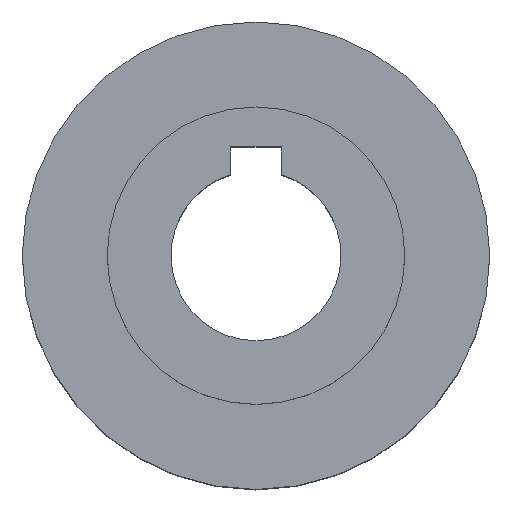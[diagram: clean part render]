
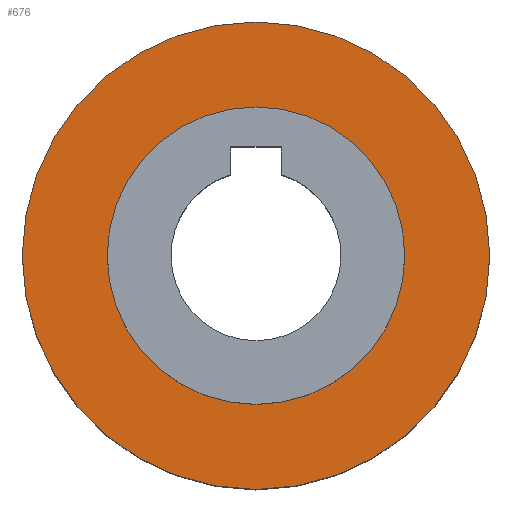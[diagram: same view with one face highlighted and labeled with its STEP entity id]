
A CAD part, top view. The second image highlights one B-rep face of the part: STEP entity #676.
In plain terms, the highlighted planar face has unit normal (0, 0, 1).
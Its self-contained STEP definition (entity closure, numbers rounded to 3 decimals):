
#23 = DIRECTION ( 'NONE',  ( 1., 0., 0. ) ) ;
#43 = VERTEX_POINT ( 'NONE', #87 ) ;
#65 = FACE_BOUND ( 'NONE', #376, .T. ) ;
#87 = CARTESIAN_POINT ( 'NONE',  ( -27.5, 0., 17.5 ) ) ;
#91 = DIRECTION ( 'NONE',  ( 0., 0., 1. ) ) ;
#127 = EDGE_CURVE ( 'NONE', #517, #482, #563, .T. ) ;
#131 = EDGE_LOOP ( 'NONE', ( #670, #407 ) ) ;
#135 = CARTESIAN_POINT ( 'NONE',  ( 0., 27.5, 17.5 ) ) ;
#173 = DIRECTION ( 'NONE',  ( 0., 0., 1. ) ) ;
#187 = DIRECTION ( 'NONE',  ( -1., 0., 0. ) ) ;
#188 = AXIS2_PLACEMENT_3D ( 'NONE', #501, #290, #23 ) ;
#215 = CARTESIAN_POINT ( 'NONE',  ( 27.5, 0., 17.5 ) ) ;
#227 = DIRECTION ( 'NONE',  ( 1., 0., 0. ) ) ;
#252 = ORIENTED_EDGE ( 'NONE', *, *, #539, .F. ) ;
#276 = CARTESIAN_POINT ( 'NONE',  ( 0., 0., 17.5 ) ) ;
#278 = CIRCLE ( 'NONE', #551, 17.5 ) ;
#290 = DIRECTION ( 'NONE',  ( 0., 0., 1. ) ) ;
#330 = DIRECTION ( 'NONE',  ( 1., 0., 0. ) ) ;
#348 = VERTEX_POINT ( 'NONE', #215 ) ;
#352 = DIRECTION ( 'NONE',  ( 1., 0., 0. ) ) ;
#365 = AXIS2_PLACEMENT_3D ( 'NONE', #135, #500, #187 ) ;
#367 = CARTESIAN_POINT ( 'NONE',  ( 17.5, 0., 17.5 ) ) ;
#376 = EDGE_LOOP ( 'NONE', ( #252, #424 ) ) ;
#396 = PLANE ( 'NONE',  #365 ) ;
#407 = ORIENTED_EDGE ( 'NONE', *, *, #667, .T. ) ;
#424 = ORIENTED_EDGE ( 'NONE', *, *, #127, .F. ) ;
#479 = CIRCLE ( 'NONE', #188, 27.5 ) ;
#482 = VERTEX_POINT ( 'NONE', #367 ) ;
#488 = CARTESIAN_POINT ( 'NONE',  ( 0., 0., 17.5 ) ) ;
#500 = DIRECTION ( 'NONE',  ( 0., 0., -1. ) ) ;
#501 = CARTESIAN_POINT ( 'NONE',  ( 0., 0., 17.5 ) ) ;
#505 = CARTESIAN_POINT ( 'NONE',  ( 0., 0., 17.5 ) ) ;
#517 = VERTEX_POINT ( 'NONE', #587 ) ;
#518 = AXIS2_PLACEMENT_3D ( 'NONE', #276, #646, #330 ) ;
#539 = EDGE_CURVE ( 'NONE', #482, #517, #278, .T. ) ;
#547 = EDGE_CURVE ( 'NONE', #348, #43, #555, .T. ) ;
#551 = AXIS2_PLACEMENT_3D ( 'NONE', #488, #173, #227 ) ;
#555 = CIRCLE ( 'NONE', #518, 27.5 ) ;
#561 = AXIS2_PLACEMENT_3D ( 'NONE', #505, #91, #352 ) ;
#563 = CIRCLE ( 'NONE', #561, 17.5 ) ;
#587 = CARTESIAN_POINT ( 'NONE',  ( -17.5, 0., 17.5 ) ) ;
#597 = FACE_OUTER_BOUND ( 'NONE', #131, .T. ) ;
#646 = DIRECTION ( 'NONE',  ( 0., 0., 1. ) ) ;
#667 = EDGE_CURVE ( 'NONE', #43, #348, #479, .T. ) ;
#670 = ORIENTED_EDGE ( 'NONE', *, *, #547, .T. ) ;
#676 = ADVANCED_FACE ( 'NONE', ( #65, #597 ), #396, .F. ) ;
